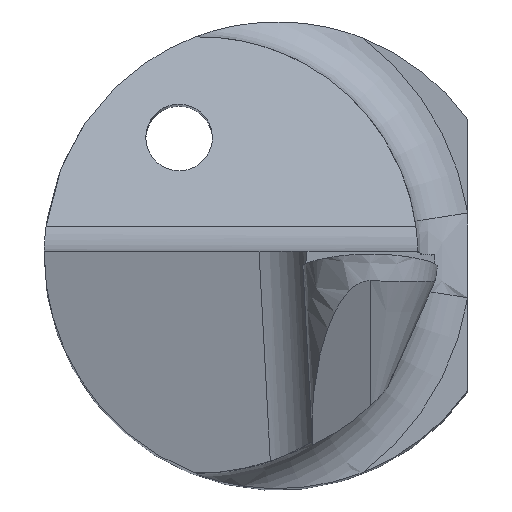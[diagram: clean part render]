
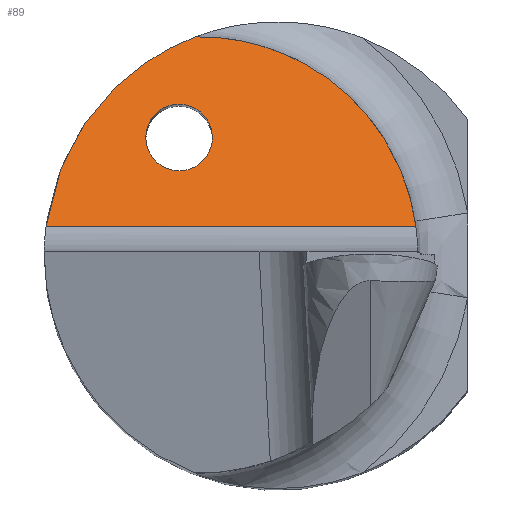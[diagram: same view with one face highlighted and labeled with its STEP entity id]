
A CAD part, top view. The second image highlights one B-rep face of the part: STEP entity #89.
In plain terms, the highlighted planar face has unit normal (0, 0.766, 0.643).
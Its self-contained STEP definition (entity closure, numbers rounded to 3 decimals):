
#7 = CARTESIAN_POINT ( 'NONE',  ( -0.978, 2.762, 16.611 ) ) ;
#56 = CARTESIAN_POINT ( 'NONE',  ( -3.5, 0.424, 19.397 ) ) ;
#60 = VECTOR ( 'NONE', #131, 1000. ) ;
#69 = EDGE_CURVE ( 'NONE', #487, #854, #805, .T. ) ;
#89 = ADVANCED_FACE ( 'NONE', ( #678, #1164 ), #780, .F. ) ;
#101 = CARTESIAN_POINT ( 'NONE',  ( -3.5, 0.424, 19.397 ) ) ;
#106 =( BOUNDED_CURVE ( )  B_SPLINE_CURVE ( 3, ( #559, #459, #363, #906 ),
 .UNSPECIFIED., .F., .F. ) 
 B_SPLINE_CURVE_WITH_KNOTS ( ( 4, 4 ),
 ( 1.571, 4.712 ),
 .UNSPECIFIED. ) 
 CURVE ( )  GEOMETRIC_REPRESENTATION_ITEM ( )  RATIONAL_B_SPLINE_CURVE ( ( 1., 0.333, 0.333, 1. ) ) 
 REPRESENTATION_ITEM ( '' )  );
#119 = ORIENTED_EDGE ( 'NONE', *, *, #69, .F. ) ;
#131 = DIRECTION ( 'NONE',  ( 1., 0., 0. ) ) ;
#164 = CARTESIAN_POINT ( 'NONE',  ( -3.474, 0.424, 19.397 ) ) ;
#199 = DIRECTION ( 'NONE',  ( 0., -0.766, -0.643 ) ) ;
#214 = LINE ( 'NONE', #56, #60 ) ;
#225 = EDGE_CURVE ( 'NONE', #444, #473, #106, .T. ) ;
#230 = EDGE_CURVE ( 'NONE', #854, #477, #842, .T. ) ;
#257 = AXIS2_PLACEMENT_3D ( 'NONE', #101, #199, #875 ) ;
#363 = CARTESIAN_POINT ( 'NONE',  ( -0.978, 0.762, 18.995 ) ) ;
#364 = CARTESIAN_POINT ( 'NONE',  ( -1.978, 2.762, 16.611 ) ) ;
#430 = CARTESIAN_POINT ( 'NONE',  ( -3.312, 1.751, 17.816 ) ) ;
#444 = VERTEX_POINT ( 'NONE', #976 ) ;
#459 = CARTESIAN_POINT ( 'NONE',  ( -1.978, 0.762, 18.995 ) ) ;
#473 = VERTEX_POINT ( 'NONE', #902 ) ;
#477 = VERTEX_POINT ( 'NONE', #986 ) ;
#487 = VERTEX_POINT ( 'NONE', #594 ) ;
#519 =( BOUNDED_CURVE ( )  B_SPLINE_CURVE ( 3, ( #1229, #7, #364, #553 ),
 .UNSPECIFIED., .F., .T. ) 
 B_SPLINE_CURVE_WITH_KNOTS ( ( 4, 4 ),
 ( 4.712, 7.854 ),
 .UNSPECIFIED. ) 
 CURVE ( )  GEOMETRIC_REPRESENTATION_ITEM ( )  RATIONAL_B_SPLINE_CURVE ( ( 1., 0.333, 0.333, 1. ) ) 
 REPRESENTATION_ITEM ( '' )  );
#528 = CARTESIAN_POINT ( 'NONE',  ( 2.072, 0.424, 19.397 ) ) ;
#549 = EDGE_CURVE ( 'NONE', #487, #477, #214, .T. ) ;
#553 = CARTESIAN_POINT ( 'NONE',  ( -1.978, 1.762, 17.803 ) ) ;
#559 = CARTESIAN_POINT ( 'NONE',  ( -1.978, 1.762, 17.803 ) ) ;
#564 = CARTESIAN_POINT ( 'NONE',  ( -1.236, 3.274, 16.001 ) ) ;
#572 = EDGE_LOOP ( 'NONE', ( #1071, #1070, #119 ) ) ;
#594 = CARTESIAN_POINT ( 'NONE',  ( -3.474, 0.424, 19.397 ) ) ;
#607 = CARTESIAN_POINT ( 'NONE',  ( 1.845, 2.163, 17.325 ) ) ;
#678 = FACE_BOUND ( 'NONE', #1144, .T. ) ;
#780 = PLANE ( 'NONE',  #257 ) ;
#785 = ORIENTED_EDGE ( 'NONE', *, *, #225, .F. ) ;
#805 =( BOUNDED_CURVE ( )  B_SPLINE_CURVE ( 3, ( #164, #430, #1207, #1020 ),
 .UNSPECIFIED., .F., .F. ) 
 B_SPLINE_CURVE_WITH_KNOTS ( ( 4, 4 ),
 ( 4.834, 5.922 ),
 .UNSPECIFIED. ) 
 CURVE ( )  GEOMETRIC_REPRESENTATION_ITEM ( )  RATIONAL_B_SPLINE_CURVE ( ( 1., 0.904, 0.904, 1. ) ) 
 REPRESENTATION_ITEM ( '' )  );
#842 =( BOUNDED_CURVE ( )  B_SPLINE_CURVE ( 3, ( #991, #998, #607, #528 ),
 .UNSPECIFIED., .F., .T. ) 
 B_SPLINE_CURVE_WITH_KNOTS ( ( 4, 4 ),
 ( 6.265, 7.724 ),
 .UNSPECIFIED. ) 
 CURVE ( )  GEOMETRIC_REPRESENTATION_ITEM ( )  RATIONAL_B_SPLINE_CURVE ( ( 1., 0.83, 0.83, 1. ) ) 
 REPRESENTATION_ITEM ( '' )  );
#854 = VERTEX_POINT ( 'NONE', #564 ) ;
#875 = DIRECTION ( 'NONE',  ( 0., 0.643, -0.766 ) ) ;
#902 = CARTESIAN_POINT ( 'NONE',  ( -0.978, 1.762, 17.803 ) ) ;
#906 = CARTESIAN_POINT ( 'NONE',  ( -0.978, 1.762, 17.803 ) ) ;
#976 = CARTESIAN_POINT ( 'NONE',  ( -1.978, 1.762, 17.803 ) ) ;
#986 = CARTESIAN_POINT ( 'NONE',  ( 2.072, 0.424, 19.397 ) ) ;
#991 = CARTESIAN_POINT ( 'NONE',  ( -1.236, 3.274, 16.001 ) ) ;
#998 = CARTESIAN_POINT ( 'NONE',  ( 0.517, 3.307, 15.962 ) ) ;
#1020 = CARTESIAN_POINT ( 'NONE',  ( -1.236, 3.274, 16.001 ) ) ;
#1054 = ORIENTED_EDGE ( 'NONE', *, *, #1173, .F. ) ;
#1070 = ORIENTED_EDGE ( 'NONE', *, *, #230, .F. ) ;
#1071 = ORIENTED_EDGE ( 'NONE', *, *, #549, .T. ) ;
#1144 = EDGE_LOOP ( 'NONE', ( #785, #1054 ) ) ;
#1164 = FACE_OUTER_BOUND ( 'NONE', #572, .T. ) ;
#1173 = EDGE_CURVE ( 'NONE', #473, #444, #519, .T. ) ;
#1207 = CARTESIAN_POINT ( 'NONE',  ( -2.487, 2.802, 16.563 ) ) ;
#1229 = CARTESIAN_POINT ( 'NONE',  ( -0.978, 1.762, 17.803 ) ) ;
